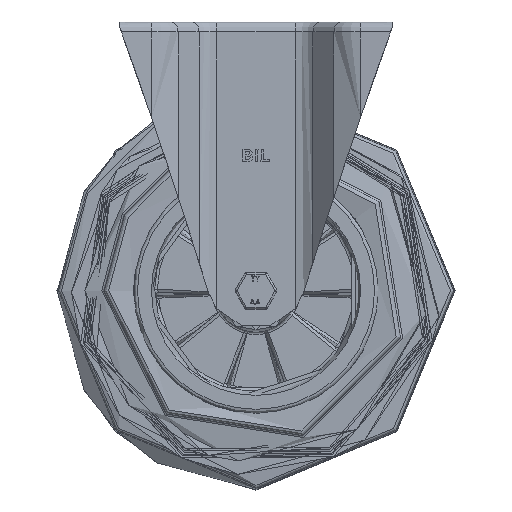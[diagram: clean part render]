
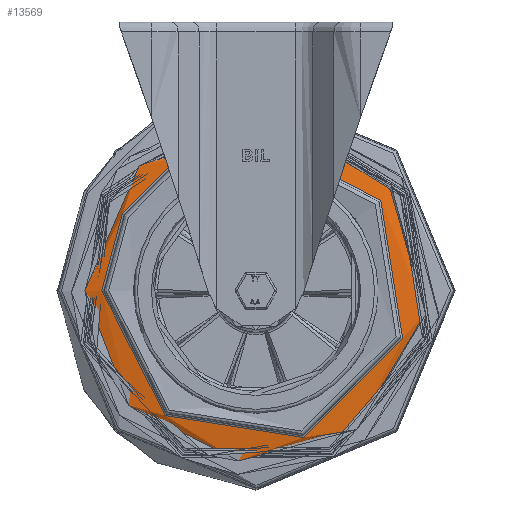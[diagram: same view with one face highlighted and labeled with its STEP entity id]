
A CAD part, front view. The second image highlights one B-rep face of the part: STEP entity #13569.
In plain terms, the highlighted conical face has half-angle 77.605 degrees and reference radius 78.639 mm.
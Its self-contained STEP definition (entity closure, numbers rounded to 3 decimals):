
#117=CONICAL_SURFACE('',#15022,78.639,1.354);
#1212=CIRCLE('',#15023,85.907);
#1213=CIRCLE('',#15024,85.907);
#1214=CIRCLE('',#15025,77.428);
#1215=CIRCLE('',#15026,77.428);
#2781=FACE_OUTER_BOUND('',#3641,.T.);
#3641=EDGE_LOOP('',(#11560,#11561,#11562,#11563,#11564,#11565));
#4357=LINE('',#62875,#5053);
#5053=VECTOR('',#17991,78.639);
#6241=VERTEX_POINT('',#62870);
#6242=VERTEX_POINT('',#62871);
#6243=VERTEX_POINT('',#62874);
#6244=VERTEX_POINT('',#62876);
#8077=EDGE_CURVE('',#6241,#6242,#1212,.T.);
#8078=EDGE_CURVE('',#6242,#6241,#1213,.T.);
#8079=EDGE_CURVE('',#6241,#6243,#4357,.T.);
#8080=EDGE_CURVE('',#6244,#6243,#1214,.T.);
#8081=EDGE_CURVE('',#6243,#6244,#1215,.T.);
#11560=ORIENTED_EDGE('',*,*,#8077,.T.);
#11561=ORIENTED_EDGE('',*,*,#8078,.T.);
#11562=ORIENTED_EDGE('',*,*,#8079,.T.);
#11563=ORIENTED_EDGE('',*,*,#8080,.F.);
#11564=ORIENTED_EDGE('',*,*,#8081,.F.);
#11565=ORIENTED_EDGE('',*,*,#8079,.F.);
#13569=ADVANCED_FACE('',(#2781),#117,.T.);
#15022=AXIS2_PLACEMENT_3D('',#62869,#17985,#17986);
#15023=AXIS2_PLACEMENT_3D('',#62872,#17987,#17988);
#15024=AXIS2_PLACEMENT_3D('',#62873,#17989,#17990);
#15025=AXIS2_PLACEMENT_3D('',#62877,#17992,#17993);
#15026=AXIS2_PLACEMENT_3D('',#62878,#17994,#17995);
#17985=DIRECTION('center_axis',(0.,1.,0.));
#17986=DIRECTION('ref_axis',(1.,0.,0.));
#17987=DIRECTION('center_axis',(0.,-1.,0.));
#17988=DIRECTION('ref_axis',(0.,0.,1.));
#17989=DIRECTION('center_axis',(0.,-1.,0.));
#17990=DIRECTION('ref_axis',(0.,0.,1.));
#17991=DIRECTION('',(0.977,-0.215,0.));
#17992=DIRECTION('center_axis',(0.,-1.,0.));
#17993=DIRECTION('ref_axis',(0.,0.,1.));
#17994=DIRECTION('center_axis',(0.,-1.,0.));
#17995=DIRECTION('ref_axis',(0.,0.,1.));
#62869=CARTESIAN_POINT('Origin',(0.,-18.475,
0.));
#62870=CARTESIAN_POINT('',(-85.907,-16.878,0.));
#62871=CARTESIAN_POINT('',(50.495,-16.878,-69.501));
#62872=CARTESIAN_POINT('Origin',(0.,-16.878,
0.));
#62873=CARTESIAN_POINT('Origin',(0.,-16.878,
0.));
#62874=CARTESIAN_POINT('',(-77.428,-18.741,0.));
#62875=CARTESIAN_POINT('',(-78.639,-18.475,0.));
#62876=CARTESIAN_POINT('',(0.,-18.741,77.428));
#62877=CARTESIAN_POINT('Origin',(0.,-18.741,
0.));
#62878=CARTESIAN_POINT('Origin',(0.,-18.741,
0.));
